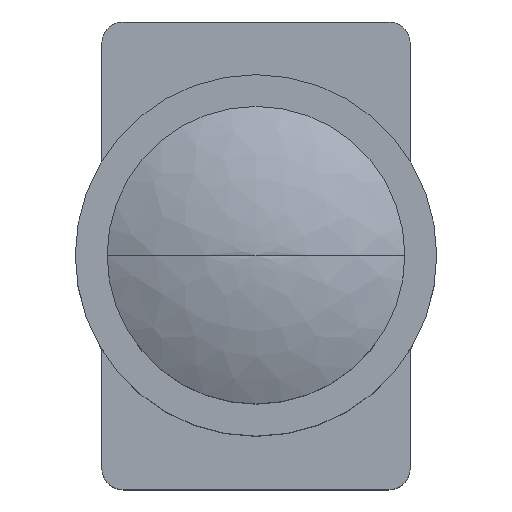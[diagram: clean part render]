
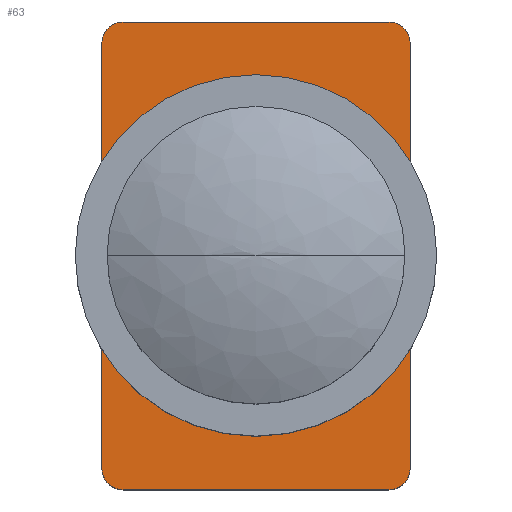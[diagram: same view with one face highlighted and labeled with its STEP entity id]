
A CAD part, top view. The second image highlights one B-rep face of the part: STEP entity #63.
In plain terms, the highlighted planar face has unit normal (0, 0, 1).
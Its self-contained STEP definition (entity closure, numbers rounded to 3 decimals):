
#19 = DIRECTION ( 'NONE',  ( -1., 0., 0. ) ) ;
#26 = DIRECTION ( 'NONE',  ( 0., 0., -1. ) ) ;
#45 = VECTOR ( 'NONE', #556, 1000. ) ;
#48 = CARTESIAN_POINT ( 'NONE',  ( 43.5, -60., 1.649 ) ) ;
#50 = LINE ( 'NONE', #241, #45 ) ;
#63 = ADVANCED_FACE ( 'NONE', ( #285, #399 ), #652, .F. ) ;
#72 = VECTOR ( 'NONE', #143, 1000. ) ;
#79 = DIRECTION ( 'NONE',  ( -1., 0., 0. ) ) ;
#82 = CARTESIAN_POINT ( 'NONE',  ( -43.5, 60., 1.649 ) ) ;
#94 = CARTESIAN_POINT ( 'NONE',  ( 0., 66., 1.649 ) ) ;
#95 = CIRCLE ( 'NONE', #376, 6. ) ;
#103 = DIRECTION ( 'NONE',  ( -1., 0., 0. ) ) ;
#136 = AXIS2_PLACEMENT_3D ( 'NONE', #517, #249, #103 ) ;
#141 = CARTESIAN_POINT ( 'NONE',  ( 43.5, 60., 1.649 ) ) ;
#142 = ORIENTED_EDGE ( 'NONE', *, *, #239, .F. ) ;
#143 = DIRECTION ( 'NONE',  ( 0., 1., 0. ) ) ;
#152 = EDGE_CURVE ( 'NONE', #328, #255, #50, .T. ) ;
#158 = EDGE_CURVE ( 'NONE', #255, #212, #95, .T. ) ;
#172 = CARTESIAN_POINT ( 'NONE',  ( 37.5, 60., 1.649 ) ) ;
#173 = AXIS2_PLACEMENT_3D ( 'NONE', #637, #26, #383 ) ;
#174 = CIRCLE ( 'NONE', #621, 6. ) ;
#175 = AXIS2_PLACEMENT_3D ( 'NONE', #280, #602, #393 ) ;
#180 = VERTEX_POINT ( 'NONE', #82 ) ;
#201 = VECTOR ( 'NONE', #247, 1000. ) ;
#202 = ORIENTED_EDGE ( 'NONE', *, *, #418, .T. ) ;
#212 = VERTEX_POINT ( 'NONE', #240 ) ;
#219 = CARTESIAN_POINT ( 'NONE',  ( 42., 0., 1.649 ) ) ;
#220 = VECTOR ( 'NONE', #19, 1000. ) ;
#224 = CARTESIAN_POINT ( 'NONE',  ( 0., -66., 1.649 ) ) ;
#228 = ORIENTED_EDGE ( 'NONE', *, *, #639, .F. ) ;
#233 = EDGE_CURVE ( 'NONE', #180, #487, #501, .T. ) ;
#239 = EDGE_CURVE ( 'NONE', #487, #609, #482, .T. ) ;
#240 = CARTESIAN_POINT ( 'NONE',  ( 37.5, -66., 1.649 ) ) ;
#241 = CARTESIAN_POINT ( 'NONE',  ( 43.5, 0., 1.649 ) ) ;
#245 = DIRECTION ( 'NONE',  ( 0., 0., -1. ) ) ;
#247 = DIRECTION ( 'NONE',  ( 1., 0., 0. ) ) ;
#249 = DIRECTION ( 'NONE',  ( 0., 0., -1. ) ) ;
#254 = VERTEX_POINT ( 'NONE', #615 ) ;
#255 = VERTEX_POINT ( 'NONE', #48 ) ;
#260 = ORIENTED_EDGE ( 'NONE', *, *, #504, .F. ) ;
#277 = EDGE_CURVE ( 'NONE', #649, #180, #350, .T. ) ;
#280 = CARTESIAN_POINT ( 'NONE',  ( 43.5, -66., 1.649 ) ) ;
#285 = FACE_BOUND ( 'NONE', #475, .T. ) ;
#309 = CIRCLE ( 'NONE', #173, 6. ) ;
#316 = CIRCLE ( 'NONE', #439, 42. ) ;
#328 = VERTEX_POINT ( 'NONE', #141 ) ;
#331 = CARTESIAN_POINT ( 'NONE',  ( 37.5, 66., 1.649 ) ) ;
#350 = LINE ( 'NONE', #409, #72 ) ;
#359 = ORIENTED_EDGE ( 'NONE', *, *, #476, .F. ) ;
#363 = CARTESIAN_POINT ( 'NONE',  ( 0., 0., 1.649 ) ) ;
#376 = AXIS2_PLACEMENT_3D ( 'NONE', #605, #245, #458 ) ;
#379 = VERTEX_POINT ( 'NONE', #665 ) ;
#381 = EDGE_LOOP ( 'NONE', ( #359, #260, #430, #413, #228, #142, #542, #582 ) ) ;
#383 = DIRECTION ( 'NONE',  ( -1., 0., 0. ) ) ;
#393 = DIRECTION ( 'NONE',  ( -1., 0., 0. ) ) ;
#399 = FACE_OUTER_BOUND ( 'NONE', #381, .T. ) ;
#402 = EDGE_CURVE ( 'NONE', #254, #603, #316, .T. ) ;
#404 = CIRCLE ( 'NONE', #513, 42. ) ;
#409 = CARTESIAN_POINT ( 'NONE',  ( -43.5, 0., 1.649 ) ) ;
#413 = ORIENTED_EDGE ( 'NONE', *, *, #152, .F. ) ;
#418 = EDGE_CURVE ( 'NONE', #603, #254, #404, .T. ) ;
#420 = DIRECTION ( 'NONE',  ( 0., 0., -1. ) ) ;
#430 = ORIENTED_EDGE ( 'NONE', *, *, #158, .F. ) ;
#439 = AXIS2_PLACEMENT_3D ( 'NONE', #580, #474, #626 ) ;
#445 = DIRECTION ( 'NONE',  ( 0., 0., -1. ) ) ;
#458 = DIRECTION ( 'NONE',  ( -1., 0., 0. ) ) ;
#474 = DIRECTION ( 'NONE',  ( 0., 0., -1. ) ) ;
#475 = EDGE_LOOP ( 'NONE', ( #561, #202 ) ) ;
#476 = EDGE_CURVE ( 'NONE', #379, #649, #309, .T. ) ;
#482 = LINE ( 'NONE', #94, #201 ) ;
#487 = VERTEX_POINT ( 'NONE', #643 ) ;
#501 = CIRCLE ( 'NONE', #136, 6. ) ;
#504 = EDGE_CURVE ( 'NONE', #212, #379, #527, .T. ) ;
#513 = AXIS2_PLACEMENT_3D ( 'NONE', #363, #420, #623 ) ;
#517 = CARTESIAN_POINT ( 'NONE',  ( -37.5, 60., 1.649 ) ) ;
#527 = LINE ( 'NONE', #224, #220 ) ;
#542 = ORIENTED_EDGE ( 'NONE', *, *, #233, .F. ) ;
#552 = CARTESIAN_POINT ( 'NONE',  ( -43.5, -60., 1.649 ) ) ;
#556 = DIRECTION ( 'NONE',  ( 0., -1., 0. ) ) ;
#561 = ORIENTED_EDGE ( 'NONE', *, *, #402, .T. ) ;
#580 = CARTESIAN_POINT ( 'NONE',  ( 0., 0., 1.649 ) ) ;
#582 = ORIENTED_EDGE ( 'NONE', *, *, #277, .F. ) ;
#602 = DIRECTION ( 'NONE',  ( 0., 0., -1. ) ) ;
#603 = VERTEX_POINT ( 'NONE', #219 ) ;
#605 = CARTESIAN_POINT ( 'NONE',  ( 37.5, -60., 1.649 ) ) ;
#609 = VERTEX_POINT ( 'NONE', #331 ) ;
#615 = CARTESIAN_POINT ( 'NONE',  ( -42., 0., 1.649 ) ) ;
#621 = AXIS2_PLACEMENT_3D ( 'NONE', #172, #445, #79 ) ;
#623 = DIRECTION ( 'NONE',  ( -1., 0., 0. ) ) ;
#626 = DIRECTION ( 'NONE',  ( -1., 0., 0. ) ) ;
#637 = CARTESIAN_POINT ( 'NONE',  ( -37.5, -60., 1.649 ) ) ;
#639 = EDGE_CURVE ( 'NONE', #609, #328, #174, .T. ) ;
#643 = CARTESIAN_POINT ( 'NONE',  ( -37.5, 66., 1.649 ) ) ;
#649 = VERTEX_POINT ( 'NONE', #552 ) ;
#652 = PLANE ( 'NONE',  #175 ) ;
#665 = CARTESIAN_POINT ( 'NONE',  ( -37.5, -66., 1.649 ) ) ;
